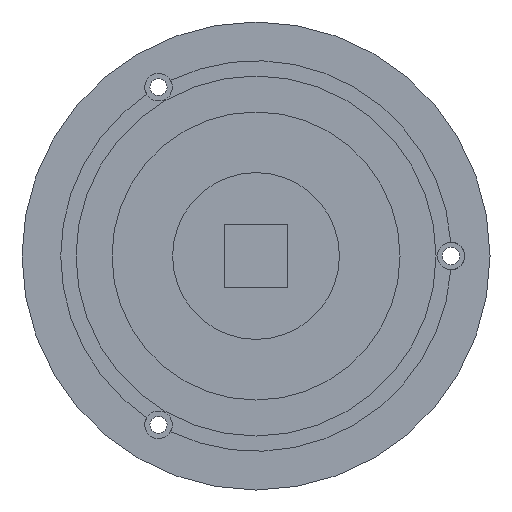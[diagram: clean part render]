
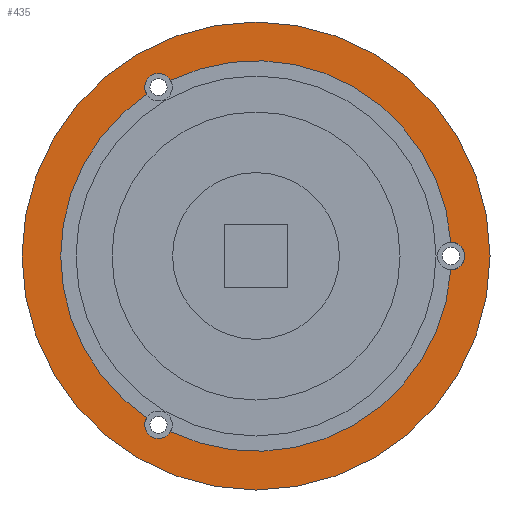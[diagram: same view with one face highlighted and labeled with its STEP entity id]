
A CAD part, front view. The second image highlights one B-rep face of the part: STEP entity #435.
In plain terms, the highlighted planar face has unit normal (0, -1, 0).
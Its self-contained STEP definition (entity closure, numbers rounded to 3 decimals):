
#18=FACE_BOUND('',#80,.T.);
#29=PLANE('',#482);
#49=FACE_OUTER_BOUND('',#79,.T.);
#79=EDGE_LOOP('',(#335));
#80=EDGE_LOOP('',(#336,#337,#338,#339,#340,#341));
#171=CIRCLE('',#472,2.3);
#174=CIRCLE('',#476,2.3);
#177=CIRCLE('',#480,2.3);
#179=CIRCLE('',#483,39.);
#180=CIRCLE('',#484,32.55);
#181=CIRCLE('',#485,32.55);
#182=CIRCLE('',#486,32.55);
#204=VERTEX_POINT('',#695);
#205=VERTEX_POINT('',#697);
#209=VERTEX_POINT('',#707);
#210=VERTEX_POINT('',#709);
#214=VERTEX_POINT('',#719);
#215=VERTEX_POINT('',#721);
#217=VERTEX_POINT('',#727);
#248=EDGE_CURVE('',#205,#204,#171,.T.);
#254=EDGE_CURVE('',#210,#209,#174,.T.);
#260=EDGE_CURVE('',#215,#214,#177,.T.);
#263=EDGE_CURVE('',#217,#217,#179,.T.);
#264=EDGE_CURVE('',#204,#215,#180,.T.);
#265=EDGE_CURVE('',#214,#210,#181,.T.);
#266=EDGE_CURVE('',#209,#205,#182,.T.);
#335=ORIENTED_EDGE('',*,*,#263,.T.);
#336=ORIENTED_EDGE('',*,*,#248,.T.);
#337=ORIENTED_EDGE('',*,*,#264,.T.);
#338=ORIENTED_EDGE('',*,*,#260,.T.);
#339=ORIENTED_EDGE('',*,*,#265,.T.);
#340=ORIENTED_EDGE('',*,*,#254,.T.);
#341=ORIENTED_EDGE('',*,*,#266,.T.);
#435=ADVANCED_FACE('',(#49,#18),#29,.F.);
#472=AXIS2_PLACEMENT_3D('',#698,#555,#556);
#476=AXIS2_PLACEMENT_3D('',#710,#566,#567);
#480=AXIS2_PLACEMENT_3D('',#722,#577,#578);
#482=AXIS2_PLACEMENT_3D('',#726,#582,#583);
#483=AXIS2_PLACEMENT_3D('',#728,#584,#585);
#484=AXIS2_PLACEMENT_3D('',#729,#586,#587);
#485=AXIS2_PLACEMENT_3D('',#730,#588,#589);
#486=AXIS2_PLACEMENT_3D('',#731,#590,#591);
#555=DIRECTION('center_axis',(0.,1.,0.));
#556=DIRECTION('ref_axis',(1.,0.,0.));
#566=DIRECTION('center_axis',(0.,1.,0.));
#567=DIRECTION('ref_axis',(-0.5,0.,0.866));
#577=DIRECTION('center_axis',(0.,1.,0.));
#578=DIRECTION('ref_axis',(-0.5,0.,-0.866));
#582=DIRECTION('center_axis',(0.,1.,0.));
#583=DIRECTION('ref_axis',(1.,0.,0.));
#584=DIRECTION('center_axis',(0.,-1.,0.));
#585=DIRECTION('ref_axis',(1.,0.,0.));
#586=DIRECTION('center_axis',(0.,1.,0.));
#587=DIRECTION('ref_axis',(1.,0.,0.));
#588=DIRECTION('center_axis',(0.,1.,0.));
#589=DIRECTION('ref_axis',(1.,0.,0.));
#590=DIRECTION('center_axis',(0.,1.,0.));
#591=DIRECTION('ref_axis',(1.,0.,0.));
#695=CARTESIAN_POINT('',(32.469,-8.,-2.3));
#697=CARTESIAN_POINT('',(32.469,-8.,2.3));
#698=CARTESIAN_POINT('Origin',(32.5,-8.,0.));
#707=CARTESIAN_POINT('',(-14.243,-8.,29.269));
#709=CARTESIAN_POINT('',(-18.226,-8.,26.969));
#710=CARTESIAN_POINT('Origin',(-16.25,-8.,28.146));
#719=CARTESIAN_POINT('',(-18.226,-8.,-26.969));
#721=CARTESIAN_POINT('',(-14.243,-8.,-29.269));
#722=CARTESIAN_POINT('Origin',(-16.25,-8.,-28.146));
#726=CARTESIAN_POINT('Origin',(0.,-8.,0.));
#727=CARTESIAN_POINT('',(-39.,-8.,0.));
#728=CARTESIAN_POINT('Origin',(0.,-8.,0.));
#729=CARTESIAN_POINT('Origin',(0.,-8.,0.));
#730=CARTESIAN_POINT('Origin',(0.,-8.,0.));
#731=CARTESIAN_POINT('Origin',(0.,-8.,0.));
